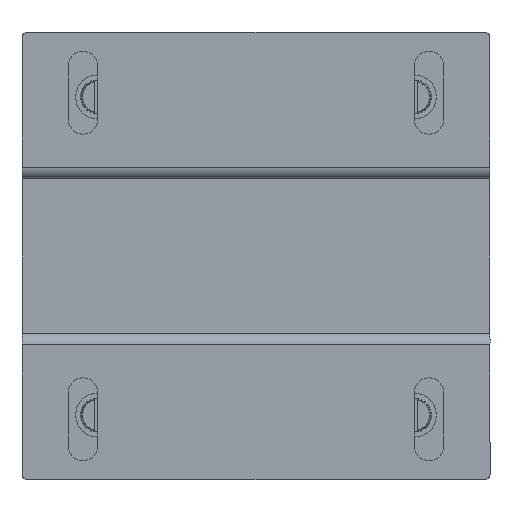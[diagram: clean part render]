
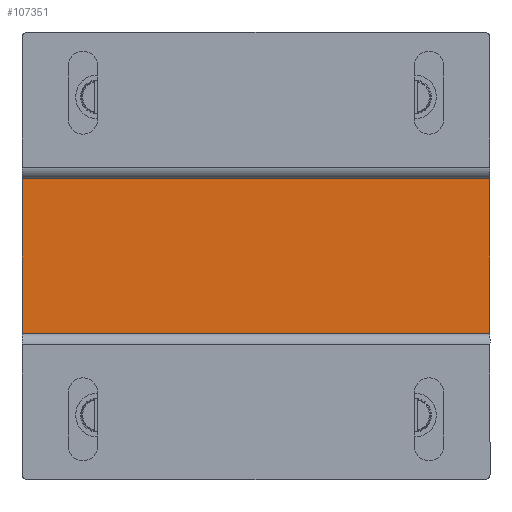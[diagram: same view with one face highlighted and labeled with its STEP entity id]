
A CAD part, front view. The second image highlights one B-rep face of the part: STEP entity #107351.
In plain terms, the highlighted planar face has unit normal (0, -1, 0).
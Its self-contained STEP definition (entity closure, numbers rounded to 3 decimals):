
#7906 = EDGE_CURVE ( 'NONE', #35708, #105867, #125358, .T. ) ;
#9532 = DIRECTION ( 'NONE',  ( -1., 0., 0. ) ) ;
#16154 = DIRECTION ( 'NONE',  ( 0., 0., 1. ) ) ;
#25119 = CARTESIAN_POINT ( 'NONE',  ( -196.51, -22.267, 209.054 ) ) ;
#26580 = LINE ( 'NONE', #56384, #66479 ) ;
#35708 = VERTEX_POINT ( 'NONE', #72403 ) ;
#35850 = EDGE_CURVE ( 'NONE', #105867, #68101, #26580, .T. ) ;
#36660 = PLANE ( 'NONE',  #121376 ) ;
#48317 = VECTOR ( 'NONE', #73319, 1000. ) ;
#51098 = LINE ( 'NONE', #103171, #48317 ) ;
#51937 = CARTESIAN_POINT ( 'NONE',  ( -100.51, -22.267, 209.054 ) ) ;
#56384 = CARTESIAN_POINT ( 'NONE',  ( -196.51, -22.267, 177.304 ) ) ;
#57774 = ORIENTED_EDGE ( 'NONE', *, *, #35850, .F. ) ;
#58086 = EDGE_LOOP ( 'NONE', ( #68543, #57774, #130606, #58191 ) ) ;
#58191 = ORIENTED_EDGE ( 'NONE', *, *, #119169, .T. ) ;
#66180 = CARTESIAN_POINT ( 'NONE',  ( -196.51, -22.267, 177.304 ) ) ;
#66479 = VECTOR ( 'NONE', #16154, 1000. ) ;
#68101 = VERTEX_POINT ( 'NONE', #25119 ) ;
#68543 = ORIENTED_EDGE ( 'NONE', *, *, #94271, .T. ) ;
#69304 = DIRECTION ( 'NONE',  ( 0., 1., 0. ) ) ;
#70360 = VECTOR ( 'NONE', #9532, 1000. ) ;
#70682 = FACE_OUTER_BOUND ( 'NONE', #58086, .T. ) ;
#72403 = CARTESIAN_POINT ( 'NONE',  ( -100.51, -22.267, 177.304 ) ) ;
#73319 = DIRECTION ( 'NONE',  ( -1., 0., 0. ) ) ;
#75436 = VECTOR ( 'NONE', #111269, 1000. ) ;
#77263 = CARTESIAN_POINT ( 'NONE',  ( -100.51, -22.267, 177.304 ) ) ;
#94271 = EDGE_CURVE ( 'NONE', #109758, #68101, #51098, .T. ) ;
#101891 = CARTESIAN_POINT ( 'NONE',  ( -100.51, -22.267, 177.304 ) ) ;
#103171 = CARTESIAN_POINT ( 'NONE',  ( -100.51, -22.267, 209.054 ) ) ;
#105867 = VERTEX_POINT ( 'NONE', #66180 ) ;
#107351 = ADVANCED_FACE ( 'NONE', ( #70682 ), #36660, .F. ) ;
#109190 = LINE ( 'NONE', #77263, #75436 ) ;
#109758 = VERTEX_POINT ( 'NONE', #51937 ) ;
#111269 = DIRECTION ( 'NONE',  ( 0., 0., 1. ) ) ;
#112375 = DIRECTION ( 'NONE',  ( 0., 0., -1. ) ) ;
#119169 = EDGE_CURVE ( 'NONE', #35708, #109758, #109190, .T. ) ;
#121376 = AXIS2_PLACEMENT_3D ( 'NONE', #101891, #69304, #112375 ) ;
#125358 = LINE ( 'NONE', #133788, #70360 ) ;
#130606 = ORIENTED_EDGE ( 'NONE', *, *, #7906, .F. ) ;
#133788 = CARTESIAN_POINT ( 'NONE',  ( -100.51, -22.267, 177.304 ) ) ;
